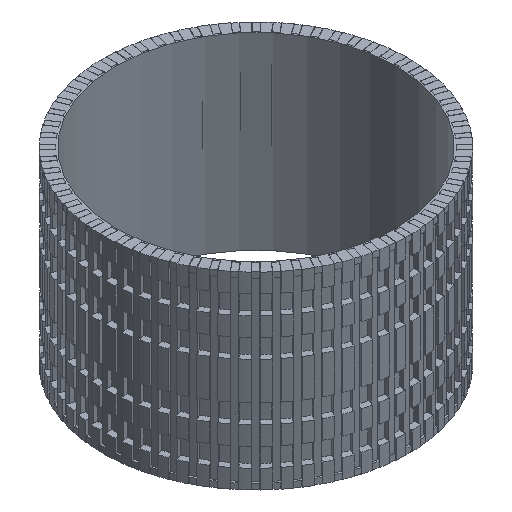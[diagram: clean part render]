
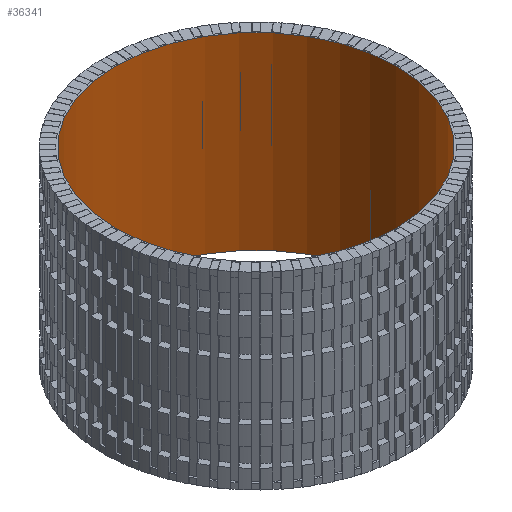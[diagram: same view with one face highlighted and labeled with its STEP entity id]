
A CAD part, isometric view. The second image highlights one B-rep face of the part: STEP entity #36341.
In plain terms, the highlighted cylindrical face has radius 74.4 mm (diameter 148.8 mm), a full revolution.
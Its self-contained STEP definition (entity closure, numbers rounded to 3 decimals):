
#667=CYLINDRICAL_SURFACE('',#39442,74.4);
#1820=FACE_OUTER_BOUND('',#3743,.T.);
#3743=EDGE_LOOP('',(#28525,#28526,#28527,#28528));
#5668=CIRCLE('',#39443,74.4);
#5669=CIRCLE('',#39444,74.4);
#8038=LINE('',#57589,#12263);
#12263=VECTOR('',#47010,74.4);
#16552=VERTEX_POINT('',#57586);
#16553=VERTEX_POINT('',#57588);
#21162=EDGE_CURVE('',#16552,#16552,#5668,.T.);
#21163=EDGE_CURVE('',#16552,#16553,#8038,.T.);
#21164=EDGE_CURVE('',#16553,#16553,#5669,.T.);
#28525=ORIENTED_EDGE('',*,*,#21162,.F.);
#28526=ORIENTED_EDGE('',*,*,#21163,.T.);
#28527=ORIENTED_EDGE('',*,*,#21164,.T.);
#28528=ORIENTED_EDGE('',*,*,#21163,.F.);
#36341=ADVANCED_FACE('',(#1820),#667,.F.);
#39442=AXIS2_PLACEMENT_3D('',#57585,#47006,#47007);
#39443=AXIS2_PLACEMENT_3D('',#57587,#47008,#47009);
#39444=AXIS2_PLACEMENT_3D('',#57590,#47011,#47012);
#47006=DIRECTION('center_axis',(0.,0.,1.));
#47007=DIRECTION('ref_axis',(1.,0.,0.));
#47008=DIRECTION('center_axis',(0.,0.,-1.));
#47009=DIRECTION('ref_axis',(1.,0.,0.));
#47010=DIRECTION('',(0.,0.,-1.));
#47011=DIRECTION('center_axis',(0.,0.,-1.));
#47012=DIRECTION('ref_axis',(1.,0.,0.));
#57585=CARTESIAN_POINT('Origin',(0.,0.,0.));
#57586=CARTESIAN_POINT('',(-74.4,0.,100.));
#57587=CARTESIAN_POINT('Origin',(0.,0.,100.));
#57588=CARTESIAN_POINT('',(-74.4,0.,0.));
#57589=CARTESIAN_POINT('',(-74.4,0.,0.));
#57590=CARTESIAN_POINT('Origin',(0.,0.,0.));
